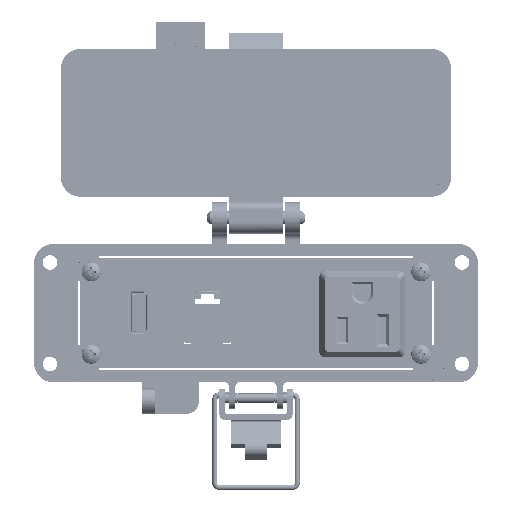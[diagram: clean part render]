
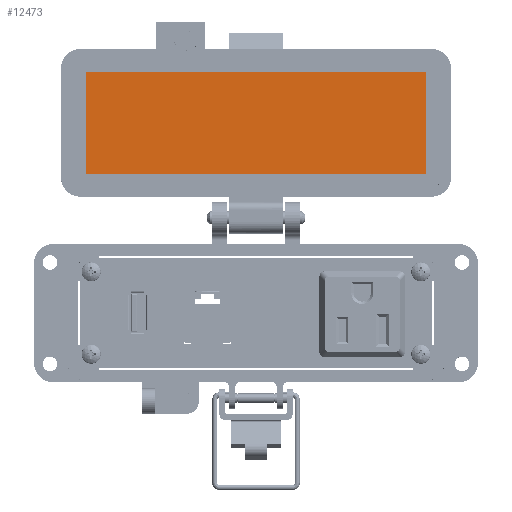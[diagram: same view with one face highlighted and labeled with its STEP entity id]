
A CAD part, top view. The second image highlights one B-rep face of the part: STEP entity #12473.
In plain terms, the highlighted planar face has unit normal (0, 0, 1).
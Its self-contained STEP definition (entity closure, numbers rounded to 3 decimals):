
#1944 = VERTEX_POINT ( 'NONE', #98897 ) ;
#3025 = PLANE ( 'NONE',  #56577 ) ;
#3184 = CARTESIAN_POINT ( 'NONE',  ( -53.75, 67.154, -25.55 ) ) ;
#12473 = ADVANCED_FACE ( 'NONE', ( #58144 ), #3025, .T. ) ;
#15706 = DIRECTION ( 'NONE',  ( 0., -1., 0. ) ) ;
#16206 = ORIENTED_EDGE ( 'NONE', *, *, #83526, .F. ) ;
#16214 = CARTESIAN_POINT ( 'NONE',  ( 53.75, 67.154, -25.55 ) ) ;
#19133 = ORIENTED_EDGE ( 'NONE', *, *, #90877, .F. ) ;
#19890 = LINE ( 'NONE', #57691, #90271 ) ;
#25135 = DIRECTION ( 'NONE',  ( 0., 1., 0. ) ) ;
#26089 = CARTESIAN_POINT ( 'NONE',  ( -53.75, 83.154, -25.55 ) ) ;
#33312 = ORIENTED_EDGE ( 'NONE', *, *, #62921, .F. ) ;
#33777 = LINE ( 'NONE', #3184, #59448 ) ;
#34117 = DIRECTION ( 'NONE',  ( 0., -1., 0. ) ) ;
#35539 = ORIENTED_EDGE ( 'NONE', *, *, #75542, .F. ) ;
#36665 = VERTEX_POINT ( 'NONE', #26089 ) ;
#43081 = VERTEX_POINT ( 'NONE', #60630 ) ;
#54516 = LINE ( 'NONE', #16214, #59620 ) ;
#55566 = VECTOR ( 'NONE', #56657, 1000. ) ;
#56577 = AXIS2_PLACEMENT_3D ( 'NONE', #63822, #56636, #34117 ) ;
#56636 = DIRECTION ( 'NONE',  ( 0., 0., 1. ) ) ;
#56657 = DIRECTION ( 'NONE',  ( -1., 0., 0. ) ) ;
#57691 = CARTESIAN_POINT ( 'NONE',  ( -8.5, 83.154, -25.55 ) ) ;
#58144 = FACE_OUTER_BOUND ( 'NONE', #90060, .T. ) ;
#58206 = DIRECTION ( 'NONE',  ( 1., 0., 0. ) ) ;
#59448 = VECTOR ( 'NONE', #25135, 1000. ) ;
#59620 = VECTOR ( 'NONE', #15706, 1000. ) ;
#60630 = CARTESIAN_POINT ( 'NONE',  ( 53.75, 51.154, -25.55 ) ) ;
#62921 = EDGE_CURVE ( 'NONE', #77990, #36665, #33777, .T. ) ;
#63822 = CARTESIAN_POINT ( 'NONE',  ( -8.5, 67.154, -25.55 ) ) ;
#72500 = LINE ( 'NONE', #82204, #55566 ) ;
#75465 = CARTESIAN_POINT ( 'NONE',  ( -53.75, 51.154, -25.55 ) ) ;
#75542 = EDGE_CURVE ( 'NONE', #36665, #1944, #19890, .T. ) ;
#77990 = VERTEX_POINT ( 'NONE', #75465 ) ;
#82204 = CARTESIAN_POINT ( 'NONE',  ( 42., 51.154, -25.55 ) ) ;
#83526 = EDGE_CURVE ( 'NONE', #43081, #77990, #72500, .T. ) ;
#90060 = EDGE_LOOP ( 'NONE', ( #35539, #33312, #16206, #19133 ) ) ;
#90271 = VECTOR ( 'NONE', #58206, 1000. ) ;
#90877 = EDGE_CURVE ( 'NONE', #1944, #43081, #54516, .T. ) ;
#98897 = CARTESIAN_POINT ( 'NONE',  ( 53.75, 83.154, -25.55 ) ) ;
